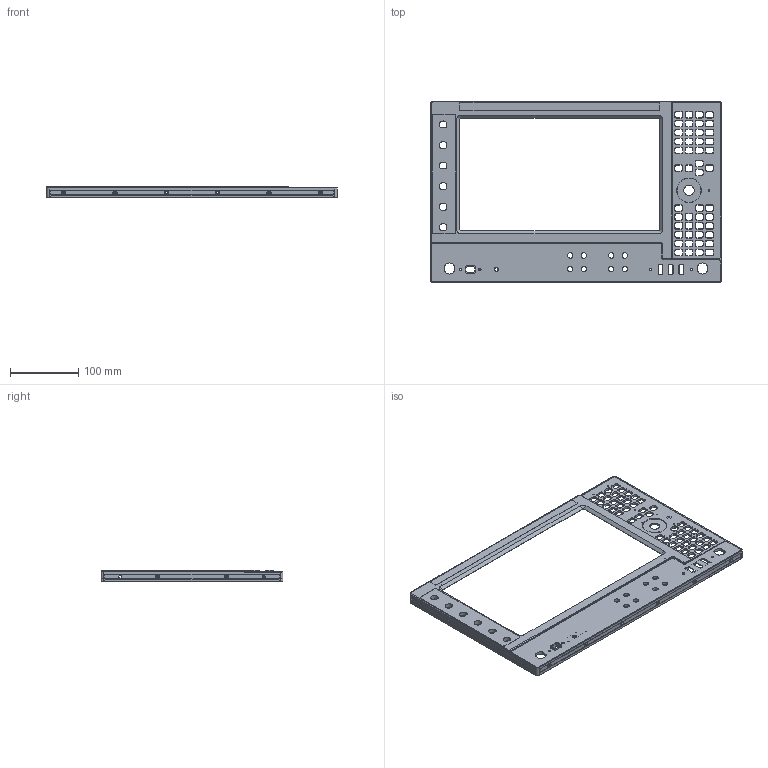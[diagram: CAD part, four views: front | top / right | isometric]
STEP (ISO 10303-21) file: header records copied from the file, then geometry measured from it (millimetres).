
FILE_DESCRIPTION (( 'STEP AP203' ), '1' );
FILE_NAME ('醣侒.735214.002 眈翴錪.STEP', '2019-11-12T13:35:31', ( '' ), ( '' ), 'SwSTEP 2.0', 'SolidWorks 2018', '' );
FILE_SCHEMA (( 'CONFIG_CONTROL_DESIGN' ));
Products named in the file (2): 醣侒.735214.002 眈翴錪
Bounding box: 425 x 265.9 x 16.5 mm (x, y, z)
Volume: 281706.4 mm3; surface area: 169114.2 mm2
Topology: 1 solids, 1 shells, 1583 faces, 3977 edges, 2463 vertices
Faces by surface type: plane 656, cylinder 610, cone 307, torus 10
Entity records: 47603 total; most frequent: DIRECTION 8624, CARTESIAN_POINT 8097, ORIENTED_EDGE 7922, EDGE_CURVE 3961, AXIS2_PLACEMENT_3D 3094, VERTEX_POINT 2463, VECTOR 2436, LINE 2436
